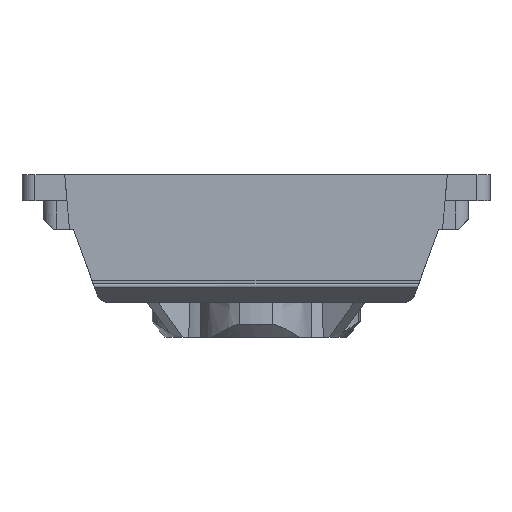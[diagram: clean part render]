
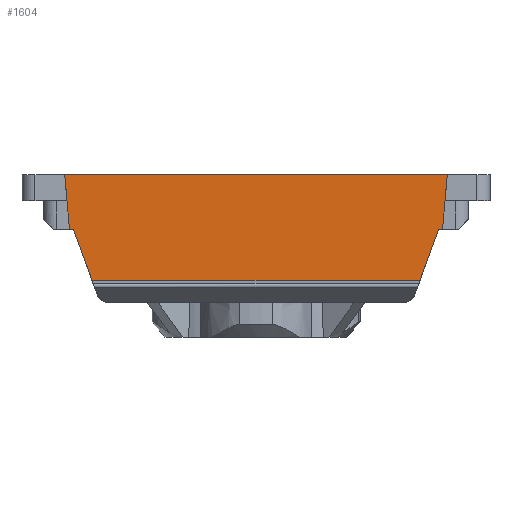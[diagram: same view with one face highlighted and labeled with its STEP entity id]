
A CAD part, front view. The second image highlights one B-rep face of the part: STEP entity #1604.
In plain terms, the highlighted planar face has unit normal (0, -1, 0).
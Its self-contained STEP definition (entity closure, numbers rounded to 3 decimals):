
#49 = ORIENTED_EDGE ( 'NONE', *, *, #5091, .T. ) ;
#120 = EDGE_CURVE ( 'NONE', #2153, #1390, #1619, .T. ) ;
#184 = DIRECTION ( 'NONE',  ( 0.342, 0., 0.94 ) ) ;
#233 = DIRECTION ( 'NONE',  ( 0.087, 0., 0.996 ) ) ;
#265 = VECTOR ( 'NONE', #536, 1000. ) ;
#323 = ORIENTED_EDGE ( 'NONE', *, *, #1831, .T. ) ;
#491 = VERTEX_POINT ( 'NONE', #1609 ) ;
#536 = DIRECTION ( 'NONE',  ( 1., 0., 0. ) ) ;
#581 = ORIENTED_EDGE ( 'NONE', *, *, #3102, .T. ) ;
#648 = CARTESIAN_POINT ( 'NONE',  ( 9., -7.25, -2.1 ) ) ;
#790 = DIRECTION ( 'NONE',  ( -1., 0., 0. ) ) ;
#803 = VERTEX_POINT ( 'NONE', #1125 ) ;
#825 = DIRECTION ( 'NONE',  ( 0., 0., 1. ) ) ;
#904 = VECTOR ( 'NONE', #184, 1000. ) ;
#1057 = CARTESIAN_POINT ( 'NONE',  ( -7.175, -7.25, -2.1 ) ) ;
#1125 = CARTESIAN_POINT ( 'NONE',  ( -7.359, -7.25, 0. ) ) ;
#1256 = ORIENTED_EDGE ( 'NONE', *, *, #120, .T. ) ;
#1387 = EDGE_CURVE ( 'NONE', #2679, #3714, #1944, .T. ) ;
#1390 = VERTEX_POINT ( 'NONE', #5374 ) ;
#1519 = CARTESIAN_POINT ( 'NONE',  ( -7.148, -7.25, -2.413 ) ) ;
#1595 = EDGE_CURVE ( 'NONE', #491, #3552, #5488, .T. ) ;
#1604 = ADVANCED_FACE ( 'NONE', ( #2881 ), #5512, .F. ) ;
#1609 = CARTESIAN_POINT ( 'NONE',  ( 6.313, -7.25, -4.05 ) ) ;
#1619 = LINE ( 'NONE', #4196, #3115 ) ;
#1640 = ORIENTED_EDGE ( 'NONE', *, *, #1595, .F. ) ;
#1662 = CARTESIAN_POINT ( 'NONE',  ( 9., -7.25, -1. ) ) ;
#1763 = EDGE_CURVE ( 'NONE', #4059, #2679, #2358, .T. ) ;
#1810 = CARTESIAN_POINT ( 'NONE',  ( 7.175, -7.25, -2.1 ) ) ;
#1831 = EDGE_CURVE ( 'NONE', #803, #2153, #4915, .T. ) ;
#1944 = LINE ( 'NONE', #3182, #5018 ) ;
#2153 = VERTEX_POINT ( 'NONE', #1057 ) ;
#2358 = LINE ( 'NONE', #648, #265 ) ;
#2679 = VERTEX_POINT ( 'NONE', #1810 ) ;
#2804 = ORIENTED_EDGE ( 'NONE', *, *, #1387, .T. ) ;
#2817 = ORIENTED_EDGE ( 'NONE', *, *, #5336, .T. ) ;
#2881 = FACE_OUTER_BOUND ( 'NONE', #4792, .T. ) ;
#3029 = CARTESIAN_POINT ( 'NONE',  ( -6.313, -7.25, -4.05 ) ) ;
#3102 = EDGE_CURVE ( 'NONE', #1390, #3552, #4555, .T. ) ;
#3115 = VECTOR ( 'NONE', #4568, 1000. ) ;
#3182 = CARTESIAN_POINT ( 'NONE',  ( 7.284, -7.25, -0.85 ) ) ;
#3264 = ORIENTED_EDGE ( 'NONE', *, *, #1763, .T. ) ;
#3293 = CARTESIAN_POINT ( 'NONE',  ( -5.502, -7.25, -6.278 ) ) ;
#3369 = DIRECTION ( 'NONE',  ( -1., 0., 0. ) ) ;
#3552 = VERTEX_POINT ( 'NONE', #3029 ) ;
#3667 = VECTOR ( 'NONE', #3689, 1000. ) ;
#3689 = DIRECTION ( 'NONE',  ( 0.342, 0., -0.94 ) ) ;
#3707 = CARTESIAN_POINT ( 'NONE',  ( 7.175, -7.25, 0. ) ) ;
#3714 = VERTEX_POINT ( 'NONE', #5070 ) ;
#3766 = VECTOR ( 'NONE', #4413, 1000. ) ;
#3977 = LINE ( 'NONE', #4369, #904 ) ;
#4016 = CARTESIAN_POINT ( 'NONE',  ( 7.023, -7.25, -2.1 ) ) ;
#4059 = VERTEX_POINT ( 'NONE', #4016 ) ;
#4179 = LINE ( 'NONE', #3707, #4846 ) ;
#4196 = CARTESIAN_POINT ( 'NONE',  ( 9., -7.25, -2.1 ) ) ;
#4369 = CARTESIAN_POINT ( 'NONE',  ( 7.608, -7.25, -0.493 ) ) ;
#4413 = DIRECTION ( 'NONE',  ( 0.087, 0., -0.996 ) ) ;
#4555 = LINE ( 'NONE', #3293, #3667 ) ;
#4568 = DIRECTION ( 'NONE',  ( 1., 0., 0. ) ) ;
#4640 = CARTESIAN_POINT ( 'NONE',  ( 9., -7.25, -4.05 ) ) ;
#4749 = VECTOR ( 'NONE', #790, 1000. ) ;
#4792 = EDGE_LOOP ( 'NONE', ( #323, #1256, #581, #1640, #2817, #3264, #2804, #49 ) ) ;
#4846 = VECTOR ( 'NONE', #3369, 1000. ) ;
#4915 = LINE ( 'NONE', #1519, #3766 ) ;
#5018 = VECTOR ( 'NONE', #233, 1000. ) ;
#5070 = CARTESIAN_POINT ( 'NONE',  ( 7.359, -7.25, 0. ) ) ;
#5091 = EDGE_CURVE ( 'NONE', #3714, #803, #4179, .T. ) ;
#5111 = AXIS2_PLACEMENT_3D ( 'NONE', #1662, #5427, #825 ) ;
#5336 = EDGE_CURVE ( 'NONE', #491, #4059, #3977, .T. ) ;
#5374 = CARTESIAN_POINT ( 'NONE',  ( -7.023, -7.25, -2.1 ) ) ;
#5427 = DIRECTION ( 'NONE',  ( 0., 1., 0. ) ) ;
#5488 = LINE ( 'NONE', #4640, #4749 ) ;
#5512 = PLANE ( 'NONE',  #5111 ) ;
